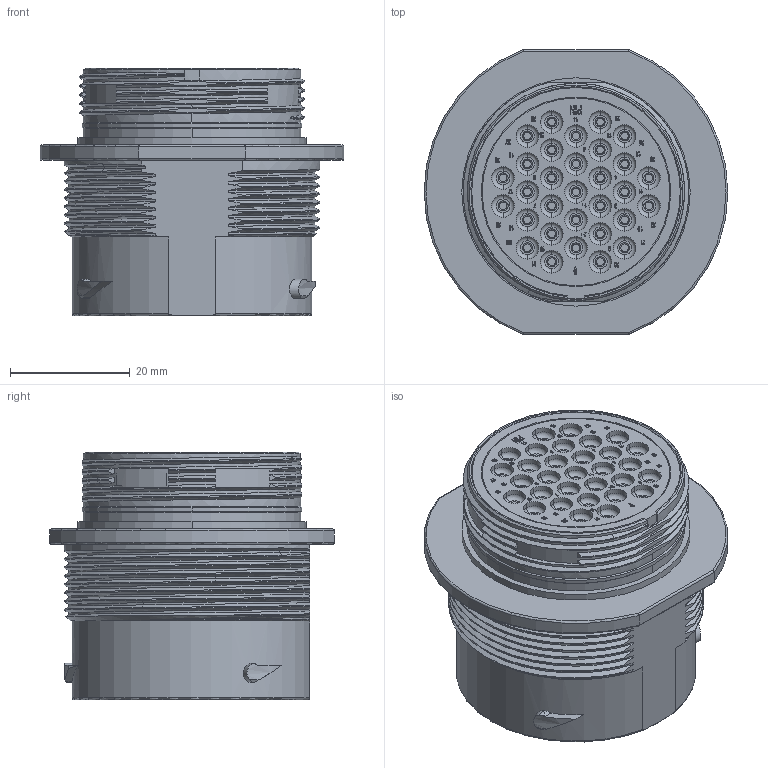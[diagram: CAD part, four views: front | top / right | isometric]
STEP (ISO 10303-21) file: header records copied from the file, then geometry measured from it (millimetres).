
FILE_DESCRIPTION((''),'2;1');
FILE_NAME('C-AHDM04-24-31PT_3D','2018-10-13T',('Administrator'),(''),'PRO/ENGINEER BY PARAMETRIC TECHNOLOGY CORPORATION, 2016360','PRO/ENGINEER BY PARAMETRIC TECHNOLOGY CORPORATION, 2016360','');
FILE_SCHEMA(('CONFIG_CONTROL_DESIGN'));
Products named in the file (1): C-AHDM04-24-31PT_3D
Bounding box: 50.8 x 47.6 x 41.45 mm (x, y, z)
Volume: 40488 mm3; surface area: 13216.4 mm2
Topology: 1 solids, 1 shells, 2245 faces, 5832 edges, 3875 vertices
Faces by surface type: extrusion 948, plane 818, cylinder 191, torus 132, bspline 79, cone 77
Entity records: 80985 total; most frequent: CARTESIAN_POINT 29563, ORIENTED_EDGE 11660, DIRECTION 7873, EDGE_CURVE 5830, VERTEX_POINT 3875, VECTOR 3737, B_SPLINE_CURVE_WITH_KNOTS 3139, LINE 2789
